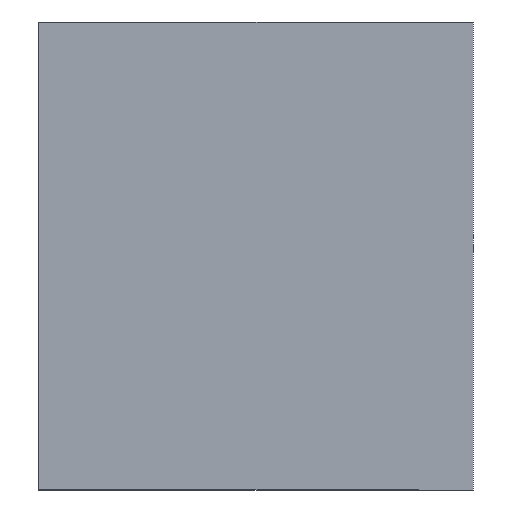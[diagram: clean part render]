
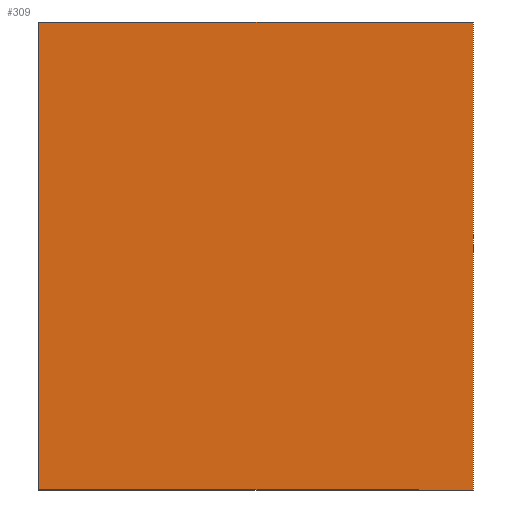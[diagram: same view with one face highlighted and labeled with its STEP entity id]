
A CAD part, left-side view. The second image highlights one B-rep face of the part: STEP entity #309.
In plain terms, the highlighted planar face has unit normal (-1, 0, 0).
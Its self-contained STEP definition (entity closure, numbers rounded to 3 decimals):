
#81 = AXIS2_PLACEMENT_3D ( 'NONE', #4101, #1241, #4545 ) ;
#309 = ADVANCED_FACE ( 'NONE', ( #3296 ), #4981, .F. ) ;
#410 = VERTEX_POINT ( 'NONE', #3436 ) ;
#476 = ORIENTED_EDGE ( 'NONE', *, *, #5070, .T. ) ;
#610 = CARTESIAN_POINT ( 'NONE',  ( 0., 65., 0. ) ) ;
#637 = VERTEX_POINT ( 'NONE', #4764 ) ;
#670 = VECTOR ( 'NONE', #1876, 1000. ) ;
#764 = VECTOR ( 'NONE', #1141, 1000. ) ;
#1004 = ORIENTED_EDGE ( 'NONE', *, *, #3993, .F. ) ;
#1141 = DIRECTION ( 'NONE',  ( 0., 0., -1. ) ) ;
#1241 = DIRECTION ( 'NONE',  ( 1., 0., 0. ) ) ;
#1343 = VECTOR ( 'NONE', #3908, 1000. ) ;
#1425 = LINE ( 'NONE', #4226, #1343 ) ;
#1703 = CARTESIAN_POINT ( 'NONE',  ( 0., 65., 70. ) ) ;
#1876 = DIRECTION ( 'NONE',  ( 0., 1., 0. ) ) ;
#2059 = VERTEX_POINT ( 'NONE', #5322 ) ;
#2231 = EDGE_CURVE ( 'NONE', #637, #2059, #2936, .T. ) ;
#2442 = CARTESIAN_POINT ( 'NONE',  ( 0., 0., 0. ) ) ;
#2847 = DIRECTION ( 'NONE',  ( 0., 0., 1. ) ) ;
#2936 = LINE ( 'NONE', #1703, #4665 ) ;
#3196 = CARTESIAN_POINT ( 'NONE',  ( 0., 0., 2.5 ) ) ;
#3296 = FACE_OUTER_BOUND ( 'NONE', #5251, .T. ) ;
#3436 = CARTESIAN_POINT ( 'NONE',  ( 0., 0., 70. ) ) ;
#3450 = ORIENTED_EDGE ( 'NONE', *, *, #4399, .F. ) ;
#3476 = VERTEX_POINT ( 'NONE', #2442 ) ;
#3908 = DIRECTION ( 'NONE',  ( 0., 1., 0. ) ) ;
#3993 = EDGE_CURVE ( 'NONE', #410, #3476, #4538, .T. ) ;
#4101 = CARTESIAN_POINT ( 'NONE',  ( 0., 0., 2.5 ) ) ;
#4197 = ORIENTED_EDGE ( 'NONE', *, *, #2231, .F. ) ;
#4226 = CARTESIAN_POINT ( 'NONE',  ( 0., 0., 70. ) ) ;
#4399 = EDGE_CURVE ( 'NONE', #3476, #637, #4472, .T. ) ;
#4472 = LINE ( 'NONE', #610, #670 ) ;
#4538 = LINE ( 'NONE', #3196, #764 ) ;
#4545 = DIRECTION ( 'NONE',  ( 0., 0., -1. ) ) ;
#4665 = VECTOR ( 'NONE', #2847, 1000. ) ;
#4764 = CARTESIAN_POINT ( 'NONE',  ( 0., 65., 0. ) ) ;
#4981 = PLANE ( 'NONE',  #81 ) ;
#5070 = EDGE_CURVE ( 'NONE', #410, #2059, #1425, .T. ) ;
#5251 = EDGE_LOOP ( 'NONE', ( #476, #4197, #3450, #1004 ) ) ;
#5322 = CARTESIAN_POINT ( 'NONE',  ( 0., 65., 70. ) ) ;
